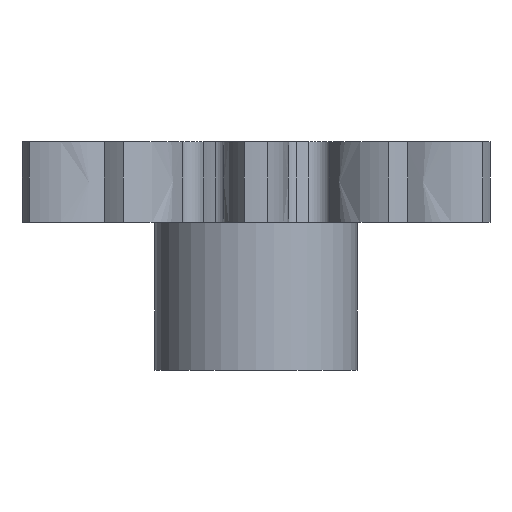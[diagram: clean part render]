
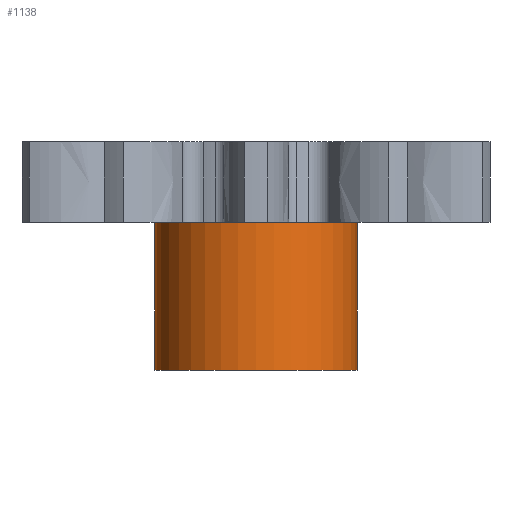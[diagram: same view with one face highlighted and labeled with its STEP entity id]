
A CAD part, left-side view. The second image highlights one B-rep face of the part: STEP entity #1138.
In plain terms, the highlighted cylindrical face has radius 12.5 mm (diameter 25 mm), a full revolution.
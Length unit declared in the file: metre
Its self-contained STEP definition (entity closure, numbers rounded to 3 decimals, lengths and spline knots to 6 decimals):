
#197=ORIENTED_EDGE('',*,*,#565,.T.);
#198=ORIENTED_EDGE('',*,*,#566,.T.);
#565=EDGE_CURVE('',#749,#749,#873,.T.);
#566=EDGE_CURVE('',#750,#750,#874,.T.);
#749=VERTEX_POINT('',#1672);
#750=VERTEX_POINT('',#1674);
#873=CIRCLE('',#1219,0.0125);
#874=CIRCLE('',#1220,0.0125);
#957=EDGE_LOOP('',(#197));
#958=EDGE_LOOP('',(#198));
#1027=FACE_BOUND('',#957,.T.);
#1028=FACE_BOUND('',#958,.T.);
#1096=CYLINDRICAL_SURFACE('',#1218,0.0125);
#1138=ADVANCED_FACE('',(#1027,#1028),#1096,.T.);
#1218=AXIS2_PLACEMENT_3D('',#1670,#1352,#1353);
#1219=AXIS2_PLACEMENT_3D('',#1671,#1354,#1355);
#1220=AXIS2_PLACEMENT_3D('',#1673,#1356,#1357);
#1352=DIRECTION('',(0.,0.,-1.));
#1353=DIRECTION('',(-1.,0.,0.));
#1354=DIRECTION('',(0.,0.,-1.));
#1355=DIRECTION('',(0.,1.,0.));
#1356=DIRECTION('',(0.,0.,1.));
#1357=DIRECTION('',(1.,0.,0.));
#1670=CARTESIAN_POINT('',(0.074,0.,0.03));
#1671=CARTESIAN_POINT('',(0.074,0.,0.0233));
#1672=CARTESIAN_POINT('',(0.074,0.0125,0.0233));
#1673=CARTESIAN_POINT('',(0.074,0.,0.005));
#1674=CARTESIAN_POINT('',(0.0865,0.,0.005));
